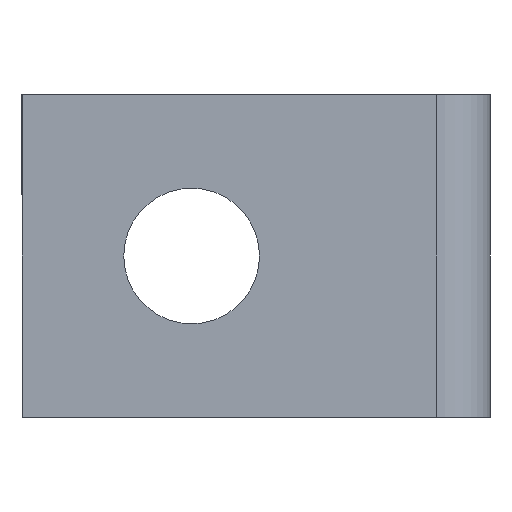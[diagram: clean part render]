
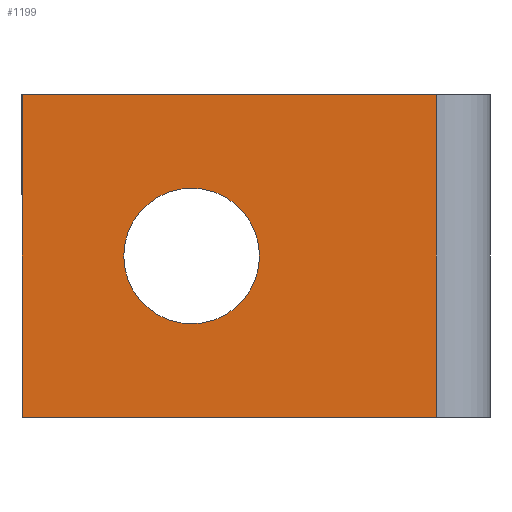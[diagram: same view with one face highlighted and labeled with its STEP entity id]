
A CAD part, left-side view. The second image highlights one B-rep face of the part: STEP entity #1199.
In plain terms, the highlighted planar face has unit normal (-1, 0, 0).
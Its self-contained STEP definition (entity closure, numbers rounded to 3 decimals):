
#22 = ORIENTED_EDGE ( 'NONE', *, *, #1492, .T. ) ;
#45 = FACE_BOUND ( 'NONE', #2090, .T. ) ;
#89 = FACE_OUTER_BOUND ( 'NONE', #2016, .T. ) ;
#215 = VECTOR ( 'NONE', #480, 1000. ) ;
#224 = CIRCLE ( 'NONE', #854, 4. ) ;
#252 = EDGE_CURVE ( 'NONE', #1666, #777, #224, .T. ) ;
#305 = EDGE_CURVE ( 'NONE', #2256, #1709, #1101, .T. ) ;
#357 = LINE ( 'NONE', #2194, #2246 ) ;
#370 = DIRECTION ( 'NONE',  ( 0., 0., -1. ) ) ;
#480 = DIRECTION ( 'NONE',  ( 0., 1., 0. ) ) ;
#532 = VECTOR ( 'NONE', #370, 1000. ) ;
#573 = AXIS2_PLACEMENT_3D ( 'NONE', #899, #1255, #1745 ) ;
#590 = LINE ( 'NONE', #924, #532 ) ;
#608 = VECTOR ( 'NONE', #2232, 1000. ) ;
#694 = ORIENTED_EDGE ( 'NONE', *, *, #2214, .T. ) ;
#701 = CARTESIAN_POINT ( 'NONE',  ( -3.175, 17.587, -9.5 ) ) ;
#748 = ORIENTED_EDGE ( 'NONE', *, *, #252, .F. ) ;
#777 = VERTEX_POINT ( 'NONE', #1099 ) ;
#818 = LINE ( 'NONE', #1044, #215 ) ;
#854 = AXIS2_PLACEMENT_3D ( 'NONE', #964, #1861, #1305 ) ;
#887 = DIRECTION ( 'NONE',  ( 0., 1., 0. ) ) ;
#899 = CARTESIAN_POINT ( 'NONE',  ( -3.175, 0., 0. ) ) ;
#924 = CARTESIAN_POINT ( 'NONE',  ( -3.175, 27.587, 0. ) ) ;
#964 = CARTESIAN_POINT ( 'NONE',  ( -3.175, 17.587, -9.5 ) ) ;
#983 = CIRCLE ( 'NONE', #1300, 4. ) ;
#1031 = CARTESIAN_POINT ( 'NONE',  ( -3.175, 21.587, -9.5 ) ) ;
#1044 = CARTESIAN_POINT ( 'NONE',  ( -3.175, 0., 0. ) ) ;
#1078 = PLANE ( 'NONE',  #573 ) ;
#1099 = CARTESIAN_POINT ( 'NONE',  ( -3.175, 13.587, -9.5 ) ) ;
#1101 = LINE ( 'NONE', #1130, #608 ) ;
#1130 = CARTESIAN_POINT ( 'NONE',  ( -3.175, 0., -19. ) ) ;
#1199 = ADVANCED_FACE ( 'NONE', ( #45, #89 ), #1078, .F. ) ;
#1255 = DIRECTION ( 'NONE',  ( 1., 0., 0. ) ) ;
#1267 = DIRECTION ( 'NONE',  ( 0., 0., -1. ) ) ;
#1300 = AXIS2_PLACEMENT_3D ( 'NONE', #701, #1991, #887 ) ;
#1305 = DIRECTION ( 'NONE',  ( 0., 1., 0. ) ) ;
#1492 = EDGE_CURVE ( 'NONE', #1881, #1640, #818, .T. ) ;
#1548 = CARTESIAN_POINT ( 'NONE',  ( -3.175, 27.587, 0. ) ) ;
#1556 = ORIENTED_EDGE ( 'NONE', *, *, #2296, .F. ) ;
#1581 = ORIENTED_EDGE ( 'NONE', *, *, #305, .T. ) ;
#1640 = VERTEX_POINT ( 'NONE', #1548 ) ;
#1666 = VERTEX_POINT ( 'NONE', #1031 ) ;
#1709 = VERTEX_POINT ( 'NONE', #1774 ) ;
#1745 = DIRECTION ( 'NONE',  ( 0., 1., 0. ) ) ;
#1774 = CARTESIAN_POINT ( 'NONE',  ( -3.175, 3.175, -19. ) ) ;
#1797 = CARTESIAN_POINT ( 'NONE',  ( -3.175, 3.175, 0. ) ) ;
#1798 = CARTESIAN_POINT ( 'NONE',  ( -3.175, 27.587, -19. ) ) ;
#1844 = EDGE_CURVE ( 'NONE', #777, #1666, #983, .T. ) ;
#1861 = DIRECTION ( 'NONE',  ( -1., 0., 0. ) ) ;
#1881 = VERTEX_POINT ( 'NONE', #1797 ) ;
#1991 = DIRECTION ( 'NONE',  ( -1., 0., 0. ) ) ;
#2016 = EDGE_LOOP ( 'NONE', ( #1556, #22, #694, #1581 ) ) ;
#2090 = EDGE_LOOP ( 'NONE', ( #748, #2138 ) ) ;
#2138 = ORIENTED_EDGE ( 'NONE', *, *, #1844, .F. ) ;
#2194 = CARTESIAN_POINT ( 'NONE',  ( -3.175, 3.175, -19. ) ) ;
#2214 = EDGE_CURVE ( 'NONE', #1640, #2256, #590, .T. ) ;
#2232 = DIRECTION ( 'NONE',  ( 0., -1., 0. ) ) ;
#2246 = VECTOR ( 'NONE', #1267, 1000. ) ;
#2256 = VERTEX_POINT ( 'NONE', #1798 ) ;
#2296 = EDGE_CURVE ( 'NONE', #1881, #1709, #357, .T. ) ;
